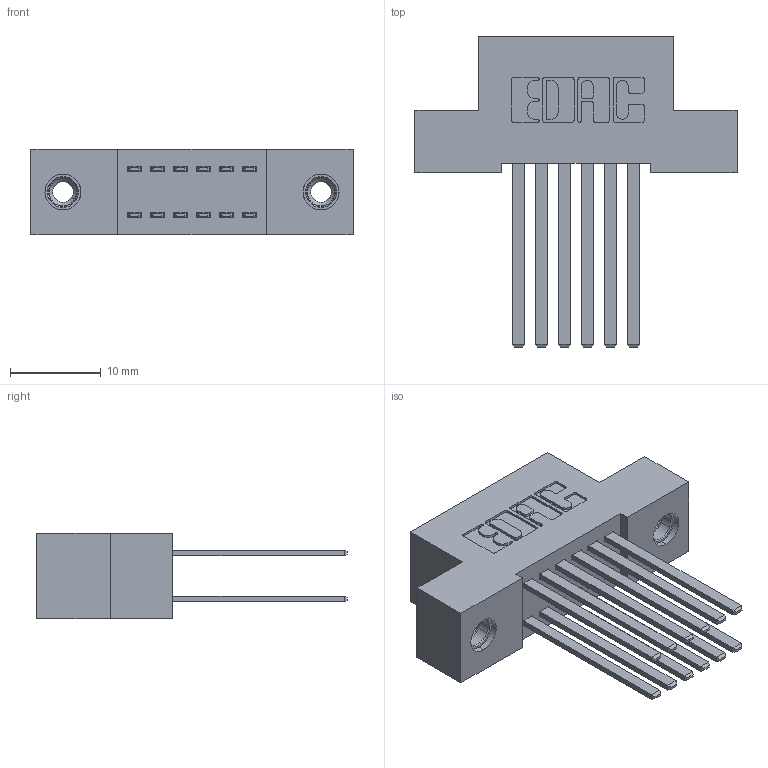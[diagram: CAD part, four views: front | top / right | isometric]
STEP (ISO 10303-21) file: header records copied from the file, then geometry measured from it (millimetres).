
FILE_DESCRIPTION (( 'STEP AP203' ), '1' );
FILE_NAME ('392-012-544-208.STEP', '2019-10-07T01:35:44', ( '' ), ( '' ), 'SwSTEP 2.0', 'SolidWorks 2016', '' );
FILE_SCHEMA (( 'CONFIG_CONTROL_DESIGN' ));
Length unit declared in the file: inch
Products named in the file (4): 342 Part_TI; 345-292-001_345-293-144; 345-250-001_345-250-003-102; 392-012-544-208
Assembly tree (15 placements, depth 2):
  392-012-544-208
    342 Part_TI
    345-292-001_345-293-144  x12
    345-250-001_345-250-003-102  x2
Bounding box: 35.56 x 34.3 x 9.4 mm (x, y, z)
Volume: 3187.2 mm3; surface area: 4777 mm2
Topology: 15 solids, 15 shells, 722 faces, 2079 edges, 1362 vertices
Faces by surface type: plane 482, cylinder 224, cone 12, torus 4
Entity records: 9386 total; most frequent: CARTESIAN_POINT 1577, ORIENTED_EDGE 1506, DIRECTION 1439, EDGE_CURVE 753, VECTOR 609, LINE 609, VERTEX_POINT 496, AXIS2_PLACEMENT_3D 415
